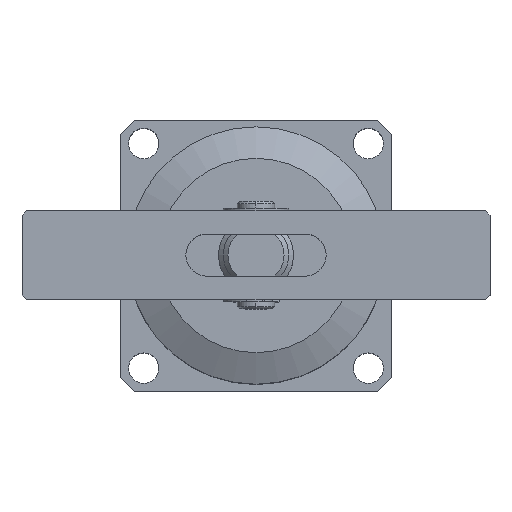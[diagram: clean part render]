
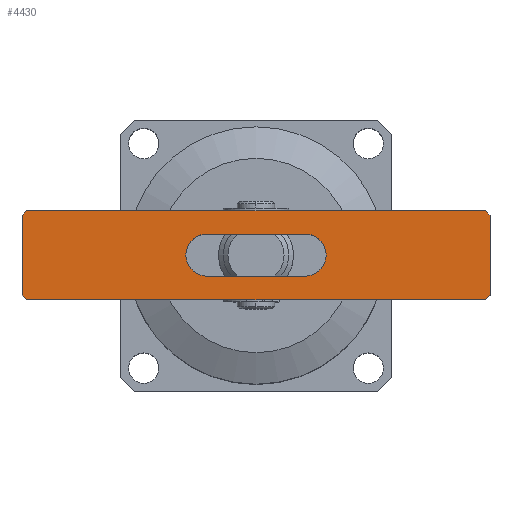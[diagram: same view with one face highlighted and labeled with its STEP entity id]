
A CAD part, top view. The second image highlights one B-rep face of the part: STEP entity #4430.
In plain terms, the highlighted face is planar.
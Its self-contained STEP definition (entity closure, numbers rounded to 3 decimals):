
#234 = VECTOR ( 'NONE', #3148, 1000. ) ;
#242 = VECTOR ( 'NONE', #3170, 1000. ) ;
#247 = LINE ( 'NONE', #3600, #248 ) ;
#248 = VECTOR ( 'NONE', #3708, 1000. ) ;
#249 = VECTOR ( 'NONE', #3813, 1000. ) ;
#254 = LINE ( 'NONE', #3147, #450 ) ;
#280 = CIRCLE ( 'NONE', #1054, 4.5 ) ;
#286 = LINE ( 'NONE', #3490, #292 ) ;
#292 = VECTOR ( 'NONE', #3486, 1000. ) ;
#311 = CIRCLE ( 'NONE', #1046, 4.5 ) ;
#317 = LINE ( 'NONE', #3812, #249 ) ;
#318 = LINE ( 'NONE', #3166, #242 ) ;
#427 = LINE ( 'NONE', #3142, #234 ) ;
#450 = VECTOR ( 'NONE', #3141, 1000. ) ;
#511 = EDGE_CURVE ( 'NONE', #5027, #2256, #4624, .T. ) ;
#548 = EDGE_CURVE ( 'NONE', #4853, #5101, #4828, .T. ) ;
#583 = EDGE_CURVE ( 'NONE', #2256, #4853, #280, .T. ) ;
#586 = EDGE_CURVE ( 'NONE', #5090, #5080, #318, .T. ) ;
#594 = EDGE_CURVE ( 'NONE', #5075, #4875, #254, .T. ) ;
#596 = EDGE_CURVE ( 'NONE', #4843, #4908, #427, .T. ) ;
#599 = EDGE_CURVE ( 'NONE', #5101, #5027, #311, .T. ) ;
#604 = EDGE_CURVE ( 'NONE', #5075, #2228, #317, .T. ) ;
#658 = EDGE_CURVE ( 'NONE', #5080, #5069, #247, .T. ) ;
#689 = EDGE_CURVE ( 'NONE', #5069, #4843, #286, .T. ) ;
#901 = AXIS2_PLACEMENT_3D ( 'NONE', #4263, #4254, #4253 ) ;
#1046 = AXIS2_PLACEMENT_3D ( 'NONE', #3753, #3758, #3760 ) ;
#1054 = AXIS2_PLACEMENT_3D ( 'NONE', #3173, #3172, #3171 ) ;
#1469 = EDGE_CURVE ( 'NONE', #4908, #4875, #6323, .T. ) ;
#1574 = EDGE_CURVE ( 'NONE', #5090, #2228, #5361, .T. ) ;
#2117 = EDGE_LOOP ( 'NONE', ( #3109, #3039, #2782, #2958, #4953, #2856, #2726, #3068 ) ) ;
#2228 = VERTEX_POINT ( 'NONE', #6901 ) ;
#2256 = VERTEX_POINT ( 'NONE', #6887 ) ;
#2294 = EDGE_LOOP ( 'NONE', ( #2867, #3061, #2775, #5010 ) ) ;
#2726 = ORIENTED_EDGE ( 'NONE', *, *, #1574, .F. ) ;
#2775 = ORIENTED_EDGE ( 'NONE', *, *, #511, .T. ) ;
#2782 = ORIENTED_EDGE ( 'NONE', *, *, #596, .T. ) ;
#2856 = ORIENTED_EDGE ( 'NONE', *, *, #604, .T. ) ;
#2867 = ORIENTED_EDGE ( 'NONE', *, *, #548, .T. ) ;
#2958 = ORIENTED_EDGE ( 'NONE', *, *, #1469, .T. ) ;
#3039 = ORIENTED_EDGE ( 'NONE', *, *, #689, .T. ) ;
#3061 = ORIENTED_EDGE ( 'NONE', *, *, #599, .T. ) ;
#3068 = ORIENTED_EDGE ( 'NONE', *, *, #586, .T. ) ;
#3109 = ORIENTED_EDGE ( 'NONE', *, *, #658, .T. ) ;
#3141 = DIRECTION ( 'NONE',  ( 0., 0., -1. ) ) ;
#3142 = CARTESIAN_POINT ( 'NONE',  ( -50., -9.5, 0. ) ) ;
#3147 = CARTESIAN_POINT ( 'NONE',  ( 50., -9.5, 19. ) ) ;
#3148 = DIRECTION ( 'NONE',  ( 1., 0., 0. ) ) ;
#3166 = CARTESIAN_POINT ( 'NONE',  ( -49., -9.5, 19. ) ) ;
#3170 = DIRECTION ( 'NONE',  ( -0.707, 0., -0.707 ) ) ;
#3171 = DIRECTION ( 'NONE',  ( 0., 0., 1. ) ) ;
#3172 = DIRECTION ( 'NONE',  ( 0., 1., 0. ) ) ;
#3173 = CARTESIAN_POINT ( 'NONE',  ( 10.5, -9.5, 9.5 ) ) ;
#3290 = CARTESIAN_POINT ( 'NONE',  ( -10.5, -9.5, 5. ) ) ;
#3292 = DIRECTION ( 'NONE',  ( -1., 0., 0. ) ) ;
#3486 = DIRECTION ( 'NONE',  ( 0.707, 0., -0.707 ) ) ;
#3490 = CARTESIAN_POINT ( 'NONE',  ( -50., -9.5, 1. ) ) ;
#3600 = CARTESIAN_POINT ( 'NONE',  ( -50., -9.5, 19. ) ) ;
#3708 = DIRECTION ( 'NONE',  ( 0., 0., -1. ) ) ;
#3753 = CARTESIAN_POINT ( 'NONE',  ( -10.5, -9.5, 9.5 ) ) ;
#3758 = DIRECTION ( 'NONE',  ( 0., 1., 0. ) ) ;
#3760 = DIRECTION ( 'NONE',  ( 0., 0., 1. ) ) ;
#3812 = CARTESIAN_POINT ( 'NONE',  ( 49., -9.5, 19. ) ) ;
#3813 = DIRECTION ( 'NONE',  ( -0.707, 0., 0.707 ) ) ;
#3833 = CARTESIAN_POINT ( 'NONE',  ( -10.5, -9.5, 5. ) ) ;
#3844 = CARTESIAN_POINT ( 'NONE',  ( -49., -9.5, 19. ) ) ;
#3855 = CARTESIAN_POINT ( 'NONE',  ( -50., -9.5, 18. ) ) ;
#3858 = CARTESIAN_POINT ( 'NONE',  ( 50., -9.5, 18. ) ) ;
#3866 = CARTESIAN_POINT ( 'NONE',  ( -50., -9.5, 1. ) ) ;
#3896 = CARTESIAN_POINT ( 'NONE',  ( -10.5, -9.5, 14. ) ) ;
#4008 = CARTESIAN_POINT ( 'NONE',  ( 49., -9.5, 0. ) ) ;
#4046 = CARTESIAN_POINT ( 'NONE',  ( 50., -9.5, 1. ) ) ;
#4071 = CARTESIAN_POINT ( 'NONE',  ( 10.5, -9.5, 5. ) ) ;
#4091 = CARTESIAN_POINT ( 'NONE',  ( -49., -9.5, 0. ) ) ;
#4253 = DIRECTION ( 'NONE',  ( 0., 0., 1. ) ) ;
#4254 = DIRECTION ( 'NONE',  ( 0., 1., 0. ) ) ;
#4256 = PLANE ( 'NONE',  #901 ) ;
#4263 = CARTESIAN_POINT ( 'NONE',  ( -50., -9.5, 19. ) ) ;
#4430 = ADVANCED_FACE ( 'NONE', ( #5339, #5325 ), #4256, .F. ) ;
#4624 = LINE ( 'NONE', #5811, #4788 ) ;
#4758 = VECTOR ( 'NONE', #3292, 1000. ) ;
#4788 = VECTOR ( 'NONE', #5802, 1000. ) ;
#4828 = LINE ( 'NONE', #3290, #4758 ) ;
#4843 = VERTEX_POINT ( 'NONE', #4091 ) ;
#4853 = VERTEX_POINT ( 'NONE', #4071 ) ;
#4875 = VERTEX_POINT ( 'NONE', #4046 ) ;
#4908 = VERTEX_POINT ( 'NONE', #4008 ) ;
#4953 = ORIENTED_EDGE ( 'NONE', *, *, #594, .F. ) ;
#5010 = ORIENTED_EDGE ( 'NONE', *, *, #583, .T. ) ;
#5027 = VERTEX_POINT ( 'NONE', #3896 ) ;
#5069 = VERTEX_POINT ( 'NONE', #3866 ) ;
#5075 = VERTEX_POINT ( 'NONE', #3858 ) ;
#5080 = VERTEX_POINT ( 'NONE', #3855 ) ;
#5090 = VERTEX_POINT ( 'NONE', #3844 ) ;
#5101 = VERTEX_POINT ( 'NONE', #3833 ) ;
#5325 = FACE_OUTER_BOUND ( 'NONE', #2117, .T. ) ;
#5339 = FACE_BOUND ( 'NONE', #2294, .T. ) ;
#5353 = VECTOR ( 'NONE', #6900, 1000. ) ;
#5361 = LINE ( 'NONE', #6902, #5353 ) ;
#5802 = DIRECTION ( 'NONE',  ( 1., 0., 0. ) ) ;
#5811 = CARTESIAN_POINT ( 'NONE',  ( -10.5, -9.5, 14. ) ) ;
#6071 = CARTESIAN_POINT ( 'NONE',  ( 50., -9.5, 1. ) ) ;
#6076 = DIRECTION ( 'NONE',  ( 0.707, 0., 0.707 ) ) ;
#6323 = LINE ( 'NONE', #6071, #6342 ) ;
#6342 = VECTOR ( 'NONE', #6076, 1000. ) ;
#6887 = CARTESIAN_POINT ( 'NONE',  ( 10.5, -9.5, 14. ) ) ;
#6900 = DIRECTION ( 'NONE',  ( 1., 0., 0. ) ) ;
#6901 = CARTESIAN_POINT ( 'NONE',  ( 49., -9.5, 19. ) ) ;
#6902 = CARTESIAN_POINT ( 'NONE',  ( -50., -9.5, 19. ) ) ;
